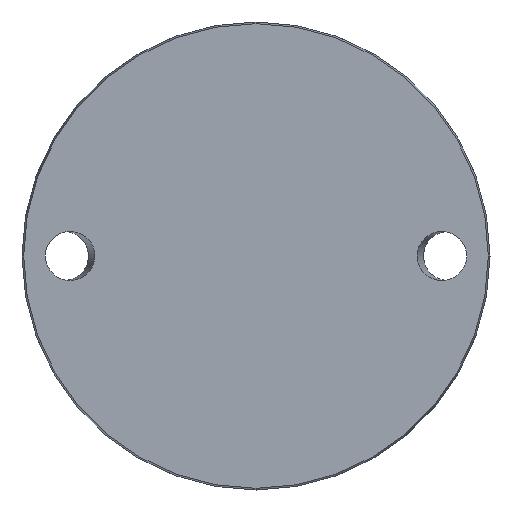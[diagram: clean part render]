
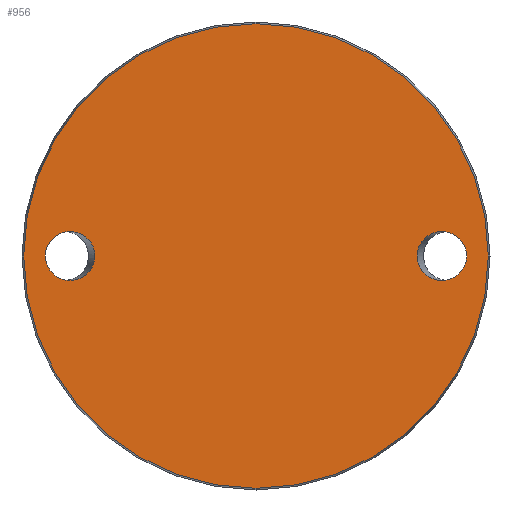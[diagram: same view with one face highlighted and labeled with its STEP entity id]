
A CAD part, front view. The second image highlights one B-rep face of the part: STEP entity #956.
In plain terms, the highlighted planar face has unit normal (0, -1, 0).
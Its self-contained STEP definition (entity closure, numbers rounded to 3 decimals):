
#6 = CIRCLE ( 'NONE', #645, 78.425 ) ;
#49 = CARTESIAN_POINT ( 'NONE',  ( 0., 0., 0. ) ) ;
#63 = CARTESIAN_POINT ( 'NONE',  ( 54.385, 0., 16.5 ) ) ;
#69 = CARTESIAN_POINT ( 'NONE',  ( -54.385, 0., -16.5 ) ) ;
#84 = FACE_BOUND ( 'NONE', #682, .T. ) ;
#116 = ORIENTED_EDGE ( 'NONE', *, *, #988, .F. ) ;
#138 = CARTESIAN_POINT ( 'NONE',  ( 54.385, 0., 0. ) ) ;
#177 = AXIS2_PLACEMENT_3D ( 'NONE', #731, #701, #240 ) ;
#180 =( BOUNDED_CURVE ( )  B_SPLINE_CURVE ( 3, ( #497, #428, #349, #661, #69, #445, #966 ),
 .UNSPECIFIED., .T., .F. ) 
 B_SPLINE_CURVE_WITH_KNOTS ( ( 4, 3, 4 ),
 ( 0., 3.142, 6.283 ),
 .UNSPECIFIED. ) 
 CURVE ( )  GEOMETRIC_REPRESENTATION_ITEM ( )  RATIONAL_B_SPLINE_CURVE ( ( 1., 0.333, 0.333, 1., 0.333, 0.333, 1. ) ) 
 REPRESENTATION_ITEM ( '' )  );
#206 = VERTEX_POINT ( 'NONE', #361 ) ;
#218 = VERTEX_POINT ( 'NONE', #297 ) ;
#240 = DIRECTION ( 'NONE',  ( 0., 0., 1. ) ) ;
#271 = EDGE_CURVE ( 'NONE', #218, #218, #6, .T. ) ;
#273 = CARTESIAN_POINT ( 'NONE',  ( 71.115, 0., -16.5 ) ) ;
#282 =( BOUNDED_CURVE ( )  B_SPLINE_CURVE ( 3, ( #138, #440, #273, #501, #744, #63, #507 ),
 .UNSPECIFIED., .T., .F. ) 
 B_SPLINE_CURVE_WITH_KNOTS ( ( 4, 3, 4 ),
 ( 0., 3.142, 6.283 ),
 .UNSPECIFIED. ) 
 CURVE ( )  GEOMETRIC_REPRESENTATION_ITEM ( )  RATIONAL_B_SPLINE_CURVE ( ( 1., 0.333, 0.333, 1., 0.333, 0.333, 1. ) ) 
 REPRESENTATION_ITEM ( '' )  );
#284 = ORIENTED_EDGE ( 'NONE', *, *, #271, .T. ) ;
#297 = CARTESIAN_POINT ( 'NONE',  ( 0., 0., -78.425 ) ) ;
#349 = CARTESIAN_POINT ( 'NONE',  ( -54.385, 0., 16.5 ) ) ;
#361 = CARTESIAN_POINT ( 'NONE',  ( -71.115, 0., 0. ) ) ;
#386 = PLANE ( 'NONE',  #177 ) ;
#428 = CARTESIAN_POINT ( 'NONE',  ( -71.115, 0., 16.5 ) ) ;
#440 = CARTESIAN_POINT ( 'NONE',  ( 54.385, 0., -16.5 ) ) ;
#445 = CARTESIAN_POINT ( 'NONE',  ( -71.115, 0., -16.5 ) ) ;
#493 = FACE_BOUND ( 'NONE', #825, .T. ) ;
#497 = CARTESIAN_POINT ( 'NONE',  ( -71.115, 0., 0. ) ) ;
#501 = CARTESIAN_POINT ( 'NONE',  ( 71.115, 0., 0. ) ) ;
#505 = ORIENTED_EDGE ( 'NONE', *, *, #970, .T. ) ;
#507 = CARTESIAN_POINT ( 'NONE',  ( 54.385, 0., 0. ) ) ;
#592 = DIRECTION ( 'NONE',  ( 0., 0., -1. ) ) ;
#596 = CARTESIAN_POINT ( 'NONE',  ( 54.385, 0., 0. ) ) ;
#645 = AXIS2_PLACEMENT_3D ( 'NONE', #49, #972, #592 ) ;
#661 = CARTESIAN_POINT ( 'NONE',  ( -54.385, 0., 0. ) ) ;
#669 = EDGE_LOOP ( 'NONE', ( #284 ) ) ;
#682 = EDGE_LOOP ( 'NONE', ( #116 ) ) ;
#701 = DIRECTION ( 'NONE',  ( 0., 1., 0. ) ) ;
#731 = CARTESIAN_POINT ( 'NONE',  ( -78.425, 0., 0. ) ) ;
#734 = VERTEX_POINT ( 'NONE', #596 ) ;
#744 = CARTESIAN_POINT ( 'NONE',  ( 71.115, 0., 16.5 ) ) ;
#787 = FACE_OUTER_BOUND ( 'NONE', #669, .T. ) ;
#825 = EDGE_LOOP ( 'NONE', ( #505 ) ) ;
#956 = ADVANCED_FACE ( 'NONE', ( #493, #84, #787 ), #386, .F. ) ;
#966 = CARTESIAN_POINT ( 'NONE',  ( -71.115, 0., 0. ) ) ;
#970 = EDGE_CURVE ( 'NONE', #206, #206, #180, .T. ) ;
#972 = DIRECTION ( 'NONE',  ( 0., -1., 0. ) ) ;
#988 = EDGE_CURVE ( 'NONE', #734, #734, #282, .T. ) ;
